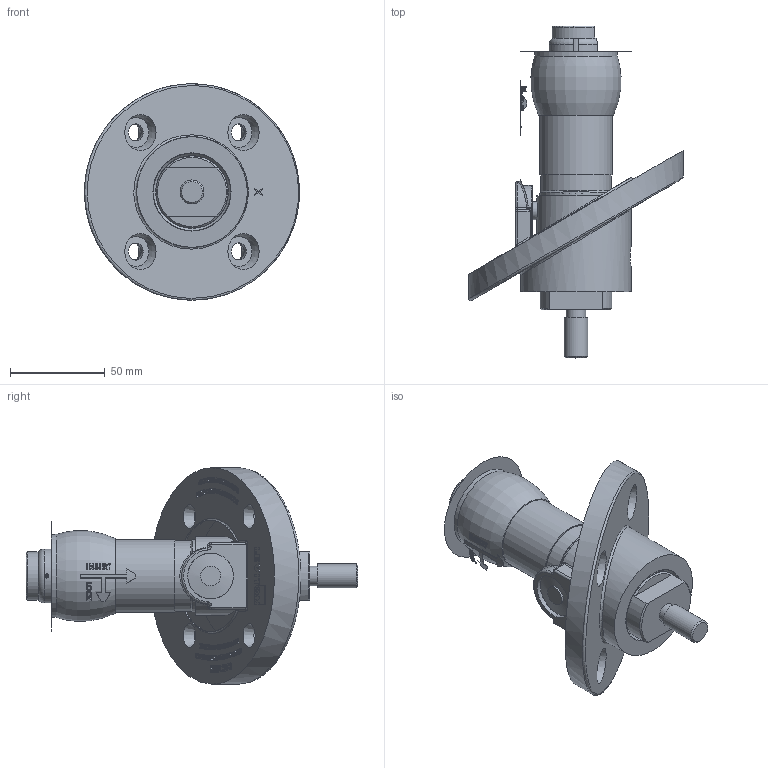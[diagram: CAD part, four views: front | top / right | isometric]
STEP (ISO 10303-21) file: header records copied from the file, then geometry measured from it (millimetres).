
FILE_DESCRIPTION (( 'STEP AP214' ), '1' );
FILE_NAME ('CATSTD-22R23-0SX-M01.STEP', '2022-03-07T18:25:36', ( '' ), ( '' ), 'SwSTEP 2.0', 'SolidWorks 2020', '' );
FILE_SCHEMA (( 'AUTOMOTIVE_DESIGN' ));
Length unit declared in the file: inch
Products named in the file (18): OX48476-M01REF; CATSTD-22R23-0SX-M01; OH48480-M01; OX48504-M01; OX48489-M01; OR60459-M01; OR48678-M01; OW48413-M01; OG48447-M01; OG48488-M01; OX48678-M01; OG48445-M01; ORB7350-M01; OX48296-M01; BA48299-M01REF; OG48446-M01; CO48297-M01; BAB7350-M01
Assembly tree (18 placements, depth 4):
  CATSTD-22R23-0SX-M01
    ORB7350-M01
      BAB7350-M01
      OX48489-M01
      OX48504-M01
    OR48678-M01
      OR60459-M01
        OX48678-M01
        OX48296-M01
        OH48480-M01
        OX48476-M01REF
        OG48446-M01
      OW48413-M01  x2
      OG48447-M01
      CO48297-M01
      OG48445-M01
    OG48488-M01
    BA48299-M01REF
Bounding box: 113.53 x 175.31 x 114.27 mm (x, y, z)
Volume: 224107.2 mm3; surface area: 125643.6 mm2
Topology: 21 solids, 26 shells, 1556 faces, 4007 edges, 2657 vertices
Faces by surface type: plane 929, bspline 453, cylinder 95, cone 57, sphere 12, torus 10
Full cylindrical faces by diameter (mm): 2.057 x2, 2.083 x1, 2.311 x1, 2.438 x1, 4.928 x1, 5.08 x3, 5.105 x1, 5.156 x1, 5.969 x1, 6.35 x3, 6.604 x1, 7.925 x2, 7.938 x1, 8.331 x1, 9.017 x4, 9.525 x3, 9.906 x1, 10.312 x1, 10.49 x1, 10.922 x1, 12.662 x1, 12.7 x1, 14.275 x2, 21.895 x1, 24.13 x1, 26.264 x1, 26.619 x1, 36.424 x1, 37.084 x1, 38.1 x2
Entity records: 87544 total; most frequent: CARTESIAN_POINT 52786, ORIENTED_EDGE 7770, DIRECTION 5238, EDGE_CURVE 3885, VERTEX_POINT 2620, VECTOR 2530, LINE 2530, EDGE_LOOP 1835
